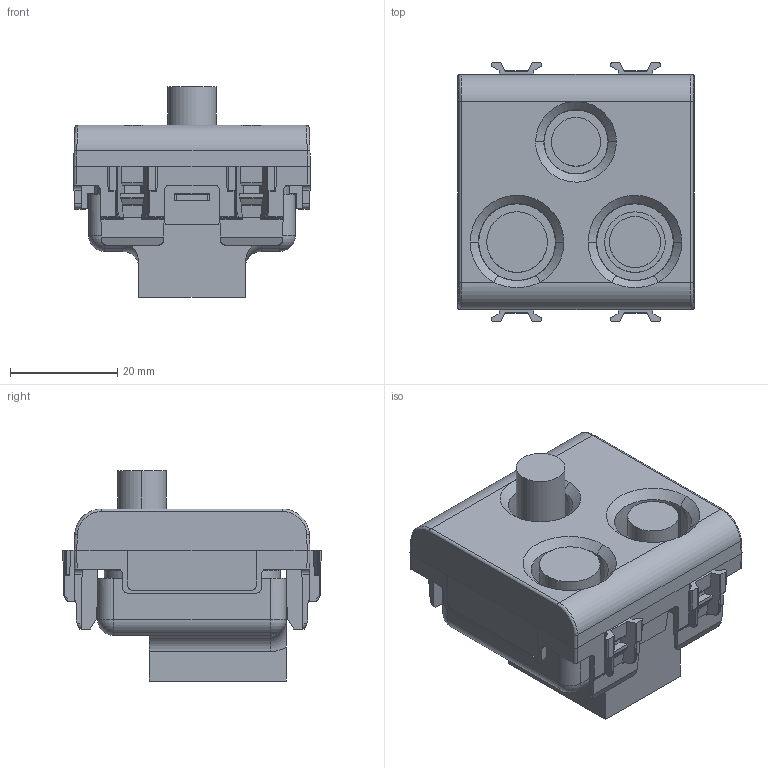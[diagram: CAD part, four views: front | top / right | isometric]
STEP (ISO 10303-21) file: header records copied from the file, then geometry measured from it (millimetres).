
FILE_DESCRIPTION(('CATIA V5 STEP Exchange','CAx-IF Rec.Pracs.--- Model Styling and Organization---1.4--- 2014-01-23'),'2;1');
FILE_NAME('GW10382.stp','2024-02-06T13:30:57+00:00',('none'),('none'),'CATIA Version 5-6 Release 2019 SP6','CATIA V5 STEP AP214 v1','none');
FILE_SCHEMA(('AUTOMOTIVE_DESIGN { 1 0 10303 214 1 1 1 1 }'));
Length unit declared in the file: millimetre
Products named in the file (1): GW10382
Bounding box: 44.2 x 48.25 x 39.2 mm (x, y, z)
Volume: 29584.7 mm3; surface area: 18012.6 mm2
Topology: 1 solids, 1 shells, 908 faces, 2534 edges, 1614 vertices
Faces by surface type: plane 520, cylinder 234, bspline 88, torus 26, sphere 24, cone 16
Entity records: 34930 total; most frequent: CARTESIAN_POINT 13465, ORIENTED_EDGE 5008, DIRECTION 3042, EDGE_CURVE 2504, VECTOR 1707, LINE 1707, VERTEX_POINT 1614, EDGE_LOOP 936
